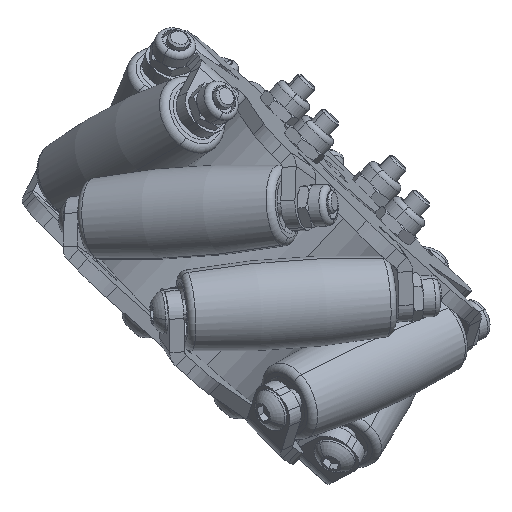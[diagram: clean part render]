
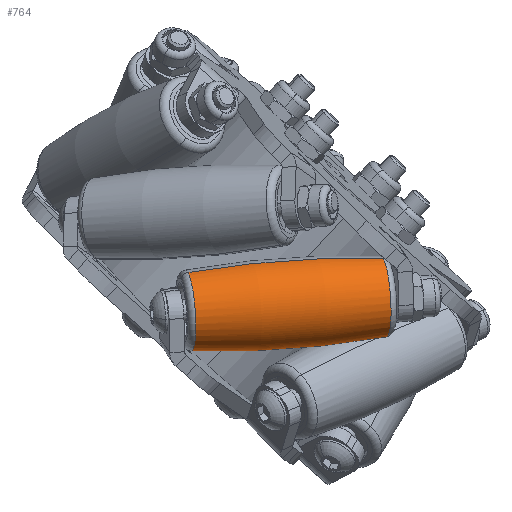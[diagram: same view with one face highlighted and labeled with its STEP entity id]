
A CAD part, top view. The second image highlights one B-rep face of the part: STEP entity #764.
In plain terms, the highlighted toroidal (fillet/blend) face has major radius 125.042 mm and minor radius 131.042 mm.
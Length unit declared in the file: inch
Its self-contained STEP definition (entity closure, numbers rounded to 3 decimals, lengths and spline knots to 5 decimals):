
#115 = CIRCLE ( 'NONE', #2821, 5.15912 ) ;
#611 = AXIS2_PLACEMENT_3D ( 'NONE', #3031, #7470, #5496 ) ;
#755 = DIRECTION ( 'NONE',  ( 0., 0., 1. ) ) ;
#764 = ADVANCED_FACE ( 'NONE', ( #8153 ), #5076, .T. ) ;
#830 = VERTEX_POINT ( 'NONE', #1359 ) ;
#849 = DIRECTION ( 'NONE',  ( 0., 0., 1. ) ) ;
#984 = CARTESIAN_POINT ( 'NONE',  ( 0.51575, 0., -0.21038 ) ) ;
#1359 = CARTESIAN_POINT ( 'NONE',  ( -0.51575, 0., 0.21038 ) ) ;
#1401 = AXIS2_PLACEMENT_3D ( 'NONE', #4228, #4837, #3508 ) ;
#1466 = DIRECTION ( 'NONE',  ( -1., 0., 0. ) ) ;
#1728 = ORIENTED_EDGE ( 'NONE', *, *, #2568, .F. ) ;
#2094 = CARTESIAN_POINT ( 'NONE',  ( -0.51575, 0., 0. ) ) ;
#2568 = EDGE_CURVE ( 'NONE', #5305, #830, #7313, .T. ) ;
#2802 = AXIS2_PLACEMENT_3D ( 'NONE', #5791, #3871, #755 ) ;
#2821 = AXIS2_PLACEMENT_3D ( 'NONE', #3996, #5898, #849 ) ;
#3031 = CARTESIAN_POINT ( 'NONE',  ( 0.51575, 0., 0. ) ) ;
#3349 = DIRECTION ( 'NONE',  ( 0., 0., 1. ) ) ;
#3508 = DIRECTION ( 'NONE',  ( 0., 0., -1. ) ) ;
#3597 = CIRCLE ( 'NONE', #611, 0.21038 ) ;
#3740 = CARTESIAN_POINT ( 'NONE',  ( 0.51575, 0., 0.21038 ) ) ;
#3871 = DIRECTION ( 'NONE',  ( -1., 0., 0. ) ) ;
#3996 = CARTESIAN_POINT ( 'NONE',  ( 0., 0., 4.9229 ) ) ;
#4048 = ORIENTED_EDGE ( 'NONE', *, *, #4639, .T. ) ;
#4121 = EDGE_CURVE ( 'NONE', #4621, #7202, #115, .T. ) ;
#4228 = CARTESIAN_POINT ( 'NONE',  ( 0., 0., -4.9229 ) ) ;
#4282 = CIRCLE ( 'NONE', #5383, 0.21038 ) ;
#4297 = ORIENTED_EDGE ( 'NONE', *, *, #4121, .T. ) ;
#4621 = VERTEX_POINT ( 'NONE', #984 ) ;
#4639 = EDGE_CURVE ( 'NONE', #5305, #4621, #3597, .T. ) ;
#4837 = DIRECTION ( 'NONE',  ( 0., -1., 0. ) ) ;
#4853 = CARTESIAN_POINT ( 'NONE',  ( -0.51575, 0., -0.21038 ) ) ;
#5076 = TOROIDAL_SURFACE ( 'NONE', #2802, -4.9229, 5.15912 ) ;
#5305 = VERTEX_POINT ( 'NONE', #3740 ) ;
#5383 = AXIS2_PLACEMENT_3D ( 'NONE', #2094, #1466, #3349 ) ;
#5496 = DIRECTION ( 'NONE',  ( 0., 0., 1. ) ) ;
#5602 = ORIENTED_EDGE ( 'NONE', *, *, #5730, .F. ) ;
#5730 = EDGE_CURVE ( 'NONE', #830, #7202, #4282, .T. ) ;
#5791 = CARTESIAN_POINT ( 'NONE',  ( 0., 0., 0. ) ) ;
#5813 = EDGE_LOOP ( 'NONE', ( #4048, #4297, #5602, #1728 ) ) ;
#5898 = DIRECTION ( 'NONE',  ( 0., 1., 0. ) ) ;
#7202 = VERTEX_POINT ( 'NONE', #4853 ) ;
#7313 = CIRCLE ( 'NONE', #1401, 5.15912 ) ;
#7470 = DIRECTION ( 'NONE',  ( -1., 0., 0. ) ) ;
#8153 = FACE_OUTER_BOUND ( 'NONE', #5813, .T. ) ;
